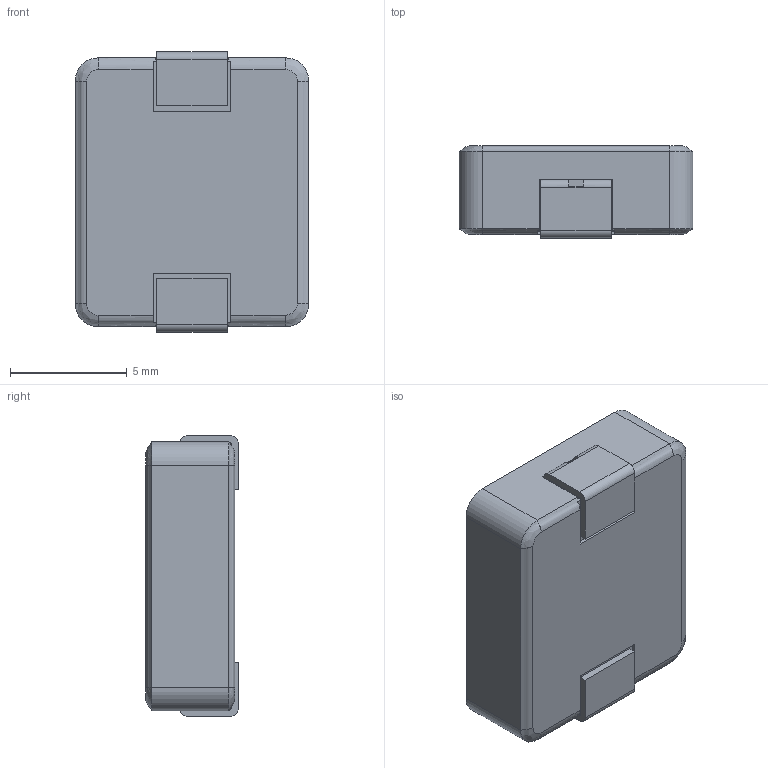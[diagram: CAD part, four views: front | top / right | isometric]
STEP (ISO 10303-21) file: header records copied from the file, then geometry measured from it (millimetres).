
FILE_DESCRIPTION (( 'STEP AP214' ), '1' );
FILE_NAME ('FXL1040.STEP', '2020-08-23T04:30:19', ( '' ), ( '' ), 'SwSTEP 2.0', 'SolidWorks 2020', '' );
FILE_SCHEMA (( 'AUTOMOTIVE_DESIGN' ));
Length unit declared in the file: millimetre
Products named in the file (3): 錨璃2; FXL1040; 錨璃1
Assembly tree (3 placements, depth 2):
  FXL1040
    錨璃1
    錨璃2  x2
Bounding box: 10 x 3.95 x 11.98 mm (x, y, z)
Volume: 434.5 mm3; surface area: 433.9 mm2
Topology: 3 solids, 3 shells, 74 faces, 184 edges, 116 vertices
Faces by surface type: plane 46, bspline 16, cylinder 12
Entity records: 2092 total; most frequent: CARTESIAN_POINT 714, ORIENTED_EDGE 288, DIRECTION 226, EDGE_CURVE 144, LINE 94, VECTOR 94, VERTEX_POINT 90, AXIS2_PLACEMENT_3D 66
